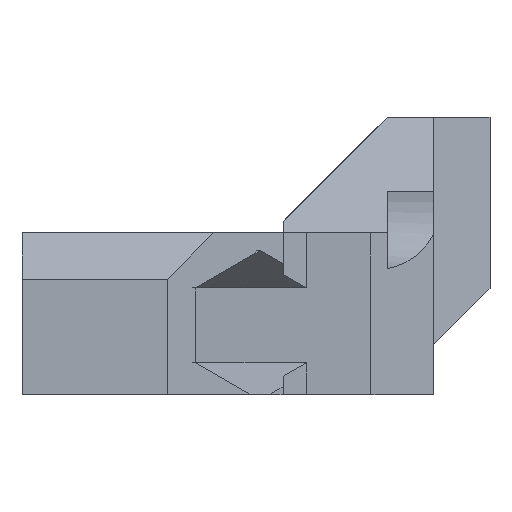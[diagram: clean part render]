
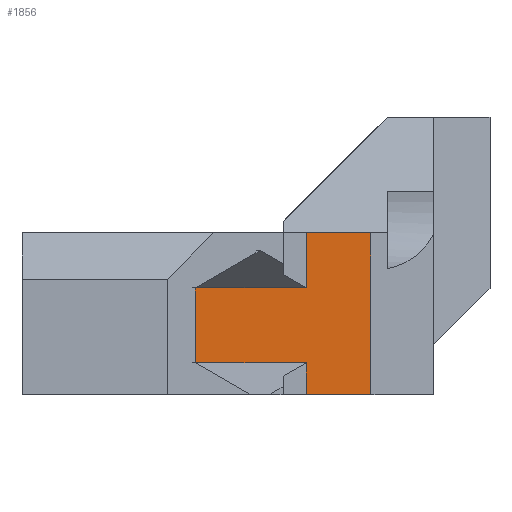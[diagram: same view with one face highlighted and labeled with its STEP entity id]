
A CAD part, left-side view. The second image highlights one B-rep face of the part: STEP entity #1856.
In plain terms, the highlighted planar face has unit normal (-1, 0, 0).
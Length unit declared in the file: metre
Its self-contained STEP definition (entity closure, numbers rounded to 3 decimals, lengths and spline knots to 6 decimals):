
#254=ORIENTED_EDGE('',*,*,#651,.F.);
#255=ORIENTED_EDGE('',*,*,#741,.T.);
#256=ORIENTED_EDGE('',*,*,#742,.T.);
#257=ORIENTED_EDGE('',*,*,#743,.F.);
#258=ORIENTED_EDGE('',*,*,#744,.F.);
#259=ORIENTED_EDGE('',*,*,#745,.T.);
#260=ORIENTED_EDGE('',*,*,#694,.F.);
#261=ORIENTED_EDGE('',*,*,#709,.T.);
#651=EDGE_CURVE('',#914,#905,#1091,.T.);
#694=EDGE_CURVE('',#949,#950,#1132,.T.);
#709=EDGE_CURVE('',#949,#905,#1146,.T.);
#741=EDGE_CURVE('',#914,#974,#1174,.T.);
#742=EDGE_CURVE('',#974,#975,#1175,.T.);
#743=EDGE_CURVE('',#976,#975,#1176,.T.);
#744=EDGE_CURVE('',#977,#976,#1177,.T.);
#745=EDGE_CURVE('',#977,#950,#1178,.T.);
#905=VERTEX_POINT('',#2676);
#914=VERTEX_POINT('',#2694);
#949=VERTEX_POINT('',#2781);
#950=VERTEX_POINT('',#2783);
#974=VERTEX_POINT('',#2869);
#975=VERTEX_POINT('',#2871);
#976=VERTEX_POINT('',#2873);
#977=VERTEX_POINT('',#2875);
#1091=LINE('',#2695,#1344);
#1132=LINE('',#2782,#1385);
#1146=LINE('',#2808,#1399);
#1174=LINE('',#2868,#1427);
#1175=LINE('',#2870,#1428);
#1176=LINE('',#2872,#1429);
#1177=LINE('',#2874,#1430);
#1178=LINE('',#2876,#1431);
#1344=VECTOR('',#2152,1.);
#1385=VECTOR('',#2215,1.);
#1399=VECTOR('',#2235,1.);
#1427=VECTOR('',#2297,1.);
#1428=VECTOR('',#2298,1.);
#1429=VECTOR('',#2299,1.);
#1430=VECTOR('',#2300,1.);
#1431=VECTOR('',#2301,1.);
#1555=EDGE_LOOP('',(#254,#255,#256,#257,#258,#259,#260,#261));
#1662=FACE_BOUND('',#1555,.T.);
#1762=PLANE('',#1978);
#1856=ADVANCED_FACE('',(#1662),#1762,.T.);
#1978=AXIS2_PLACEMENT_3D('',#2867,#2295,#2296);
#2152=DIRECTION('',(0.,-1.,0.));
#2215=DIRECTION('',(0.,1.,0.));
#2235=DIRECTION('',(0.,0.,1.));
#2295=DIRECTION('',(-1.,0.,0.));
#2296=DIRECTION('',(0.,0.,-1.));
#2297=DIRECTION('',(0.,0.,-1.));
#2298=DIRECTION('',(0.,1.,0.));
#2299=DIRECTION('',(0.,0.,1.));
#2300=DIRECTION('',(0.,1.,0.));
#2301=DIRECTION('',(0.,0.,-1.));
#2676=CARTESIAN_POINT('',(-0.0132,-0.0443,-0.0335));
#2694=CARTESIAN_POINT('',(-0.0132,-0.0415,-0.0335));
#2695=CARTESIAN_POINT('',(-0.0132,-0.035725,-0.0335));
#2781=CARTESIAN_POINT('',(-0.0132,-0.0443,-0.0405));
#2782=CARTESIAN_POINT('',(-0.0132,-0.0424,-0.0405));
#2783=CARTESIAN_POINT('',(-0.0132,-0.0415,-0.0405));
#2808=CARTESIAN_POINT('',(-0.0132,-0.0443,-0.0405));
#2867=CARTESIAN_POINT('',(-0.0132,-0.0582,-0.0375));
#2868=CARTESIAN_POINT('',(-0.0132,-0.0415,-0.0375));
#2869=CARTESIAN_POINT('',(-0.0132,-0.0415,-0.035883));
#2870=CARTESIAN_POINT('',(-0.0132,-0.0582,-0.035883));
#2871=CARTESIAN_POINT('',(-0.0132,-0.0332,-0.035883));
#2872=CARTESIAN_POINT('',(-0.0132,-0.0332,-0.0375));
#2873=CARTESIAN_POINT('',(-0.0132,-0.0332,-0.039117));
#2874=CARTESIAN_POINT('',(-0.0132,-0.0582,-0.039117));
#2875=CARTESIAN_POINT('',(-0.0132,-0.0415,-0.039117));
#2876=CARTESIAN_POINT('',(-0.0132,-0.0415,-0.0375));
